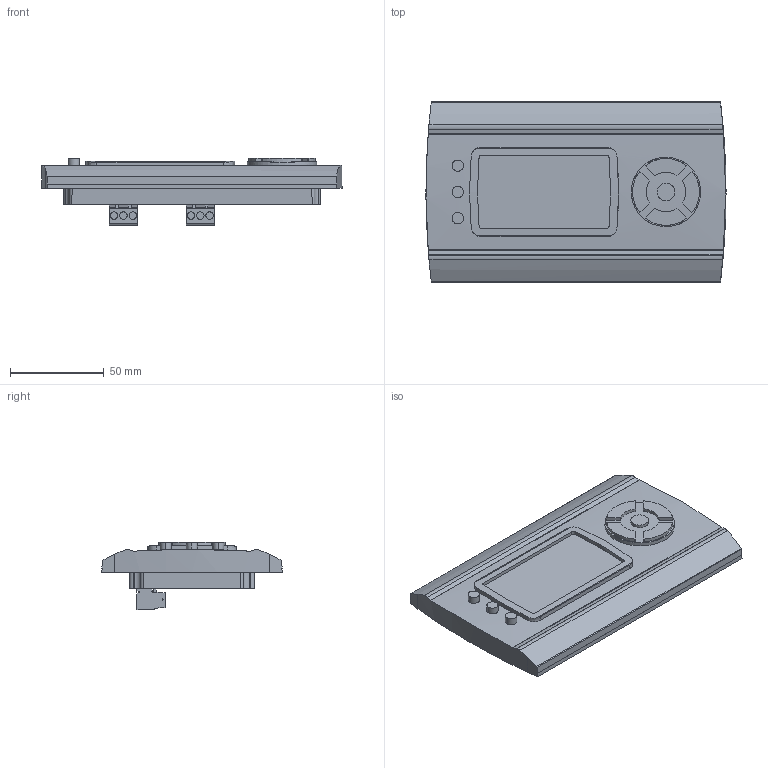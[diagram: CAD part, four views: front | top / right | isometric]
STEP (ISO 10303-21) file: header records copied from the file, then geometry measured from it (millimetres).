
FILE_DESCRIPTION((''),'2;1');
FILE_NAME('SB111097_3D-SIMPLIFIED_ASM','2014-08-11T',('mcordero'),(''),'PRO/ENGINEER BY PARAMETRIC TECHNOLOGY CORPORATION, 2009280','PRO/ENGINEER BY PARAMETRIC TECHNOLOGY CORPORATION, 2009280','');
FILE_SCHEMA(('CONFIG_CONTROL_DESIGN'));
Length unit declared in the file: millimetre
Products named in the file (7): PRT0005; ASM0012_ASM; ASM0011_ASM; ASM0010_ASM; CONNECTION; SB111097_3D-SIMPLIFIED1_ASM; SB111097_3D-SIMPLIFIED_ASM
Assembly tree (7 placements, depth 6):
  SB111097_3D-SIMPLIFIED_ASM
    SB111097_3D-SIMPLIFIED1_ASM
      ASM0010_ASM
        ASM0011_ASM
          ASM0012_ASM
            PRT0005
      CONNECTION  x2
Bounding box: 160.02 x 96.03 x 35.73 mm (x, y, z)
Volume: 178809 mm3; surface area: 47930.7 mm2
Topology: 3 solids, 3 shells, 288 faces, 776 edges, 517 vertices
Faces by surface type: plane 207, cylinder 74, extrusion 6, cone 1
Entity records: 7635 total; most frequent: CARTESIAN_POINT 1905, ORIENTED_EDGE 1206, DIRECTION 1075, EDGE_CURVE 603, VECTOR 409, LINE 403, VERTEX_POINT 403, AXIS2_PLACEMENT_3D 333
